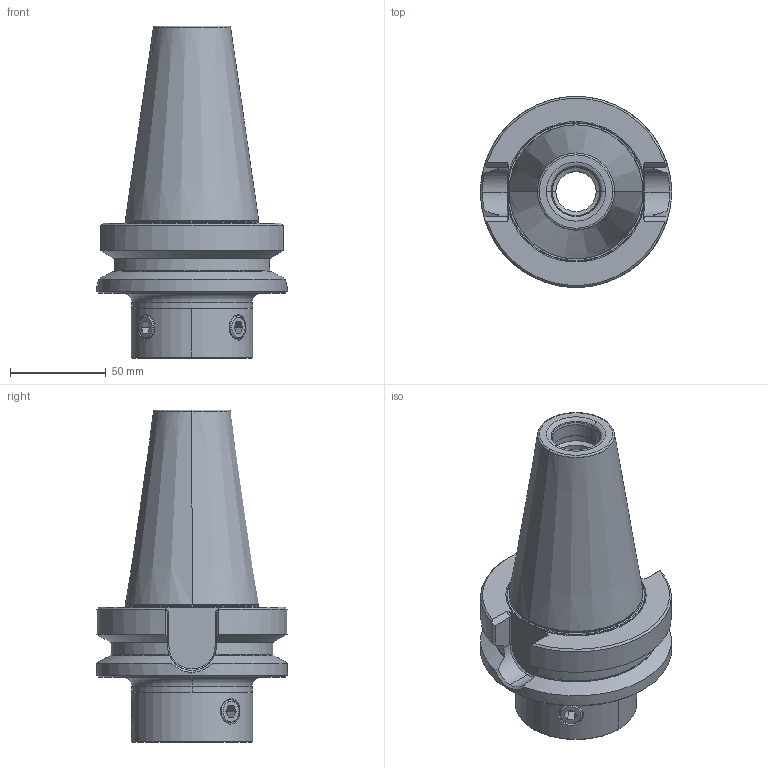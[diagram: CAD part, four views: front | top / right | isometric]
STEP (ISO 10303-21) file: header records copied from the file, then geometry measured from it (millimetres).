
FILE_DESCRIPTION(('no description'),'unknown implementation level');
FILE_NAME('E6BC6A6D-EF50-42E7-A71B-BD97F4B8B9F0_export.stp',' ',('CIMSOURCE GmbH'),('CADClick - KiM GmbH - www.kimweb.de'),'unknown preprocess','ACIS','unknown authorization');
FILE_SCHEMA(('automotive_design'));
Length unit declared in the file: millimetre
Products named in the file (4): 323.874N Kaiser Schaft SK50B_BTxCKN6x100|690.436 Kaiser ETL M12 X 18 CK6;Schnitt-Linear austragen2; 323.874N Kaiser Schaft SK50B_BTxCKN6x100|323.874N Kaiser Schaft SK50B_BTxCKN6x100;Schnitt-Rotation4
Bounding box: 100 x 100 x 173.8 mm (x, y, z)
Volume: 505563.5 mm3; surface area: 68915.4 mm2
Topology: 4 solids, 4 shells, 257 faces, 605 edges, 356 vertices
Faces by surface type: plane 90, cone 76, cylinder 69, torus 20, bspline 2
Entity records: 15296 total; most frequent: CARTESIAN_POINT 2510, DIRECTION 1282, STYLED_ITEM 1216, PRESENTATION_STYLE_ASSIGNMENT 1216, COLOUR_RGB 1216, ORIENTED_EDGE 1196, EDGE_CURVE 598, CURVE_STYLE 598
